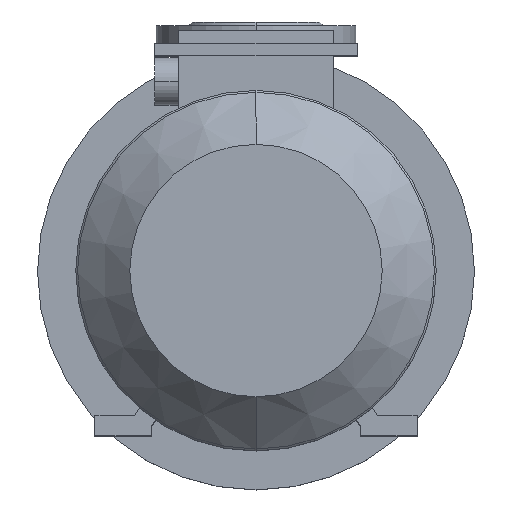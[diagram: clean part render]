
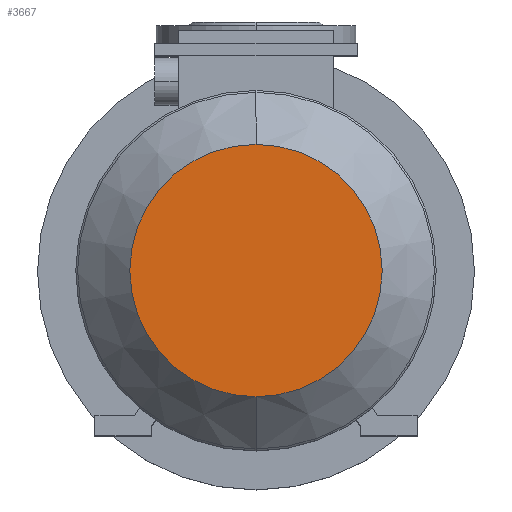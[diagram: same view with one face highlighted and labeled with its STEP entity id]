
A CAD part, top view. The second image highlights one B-rep face of the part: STEP entity #3667.
In plain terms, the highlighted planar face has unit normal (0, 0, 1).
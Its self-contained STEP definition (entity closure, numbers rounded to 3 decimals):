
#1388 = VERTEX_POINT ( 'NONE', #8734 ) ;
#1409 = VERTEX_POINT ( 'NONE', #8763 ) ;
#2494 = AXIS2_PLACEMENT_3D ( 'NONE', #4510, #4512, #4513 ) ;
#2502 = AXIS2_PLACEMENT_3D ( 'NONE', #4714, #4715, #4716 ) ;
#3667 = ADVANCED_FACE ( 'NONE', ( #8458 ), #10615, .F. ) ;
#3940 = ORIENTED_EDGE ( 'NONE', *, *, #8040, .F. ) ;
#4510 = CARTESIAN_POINT ( 'NONE',  ( 0., 0., 568. ) ) ;
#4512 = DIRECTION ( 'NONE',  ( 0., 0., -1. ) ) ;
#4513 = DIRECTION ( 'NONE',  ( 0., -1., 0. ) ) ;
#4714 = CARTESIAN_POINT ( 'NONE',  ( 0., 0., 568. ) ) ;
#4715 = DIRECTION ( 'NONE',  ( 0., 0., -1. ) ) ;
#4716 = DIRECTION ( 'NONE',  ( 0., -1., 0. ) ) ;
#5576 = ORIENTED_EDGE ( 'NONE', *, *, #8070, .F. ) ;
#7186 = AXIS2_PLACEMENT_3D ( 'NONE', #10733, #10815, #10663 ) ;
#7265 = EDGE_LOOP ( 'NONE', ( #5576, #3940 ) ) ;
#8040 = EDGE_CURVE ( 'NONE', #1388, #1409, #9404, .T. ) ;
#8070 = EDGE_CURVE ( 'NONE', #1409, #1388, #9455, .T. ) ;
#8458 = FACE_OUTER_BOUND ( 'NONE', #7265, .T. ) ;
#8734 = CARTESIAN_POINT ( 'NONE',  ( 0., 101.062, 568. ) ) ;
#8763 = CARTESIAN_POINT ( 'NONE',  ( 0., -101.063, 568. ) ) ;
#9404 = CIRCLE ( 'NONE', #2494, 101.063 ) ;
#9455 = CIRCLE ( 'NONE', #2502, 101.063 ) ;
#10615 = PLANE ( 'NONE',  #7186 ) ;
#10663 = DIRECTION ( 'NONE',  ( 0., -1., 0. ) ) ;
#10733 = CARTESIAN_POINT ( 'NONE',  ( 0., 0., 568. ) ) ;
#10815 = DIRECTION ( 'NONE',  ( 0., 0., -1. ) ) ;
